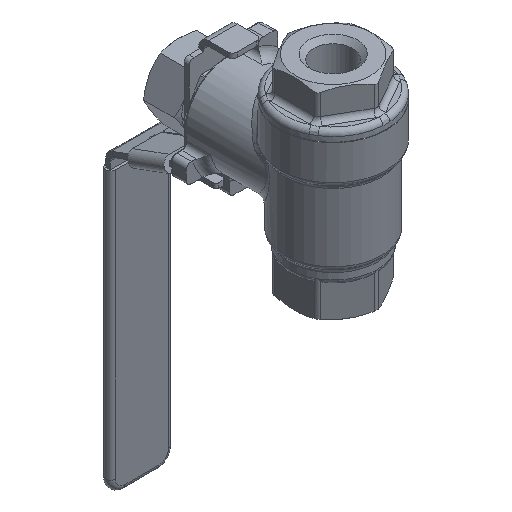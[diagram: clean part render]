
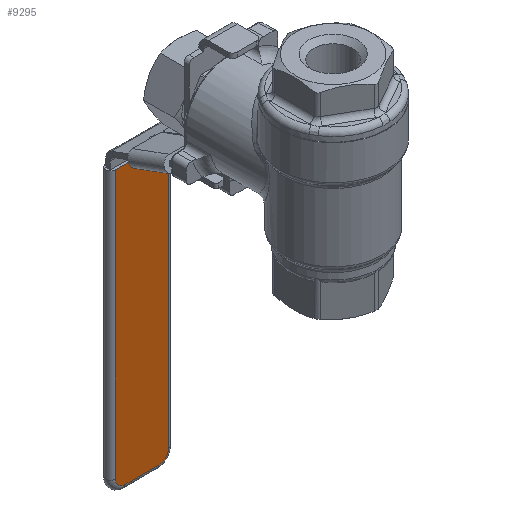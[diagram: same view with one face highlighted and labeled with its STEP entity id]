
A CAD part, isometric view. The second image highlights one B-rep face of the part: STEP entity #9295.
In plain terms, the highlighted planar face has unit normal (0, -1, 0).
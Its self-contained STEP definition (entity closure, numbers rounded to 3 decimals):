
#282=PLANE('',#10185);
#1027=FACE_OUTER_BOUND('',#1555,.T.);
#1555=EDGE_LOOP('',(#7164,#7165,#7166,#7167,#7168,#7169));
#2080=CIRCLE('',#10186,2.);
#2081=CIRCLE('',#10187,2.);
#2464=LINE('',#16359,#3168);
#2465=LINE('',#16363,#3169);
#2466=LINE('',#16367,#3170);
#2467=LINE('',#16368,#3171);
#3168=VECTOR('',#11781,10.);
#3169=VECTOR('',#11784,10.);
#3170=VECTOR('',#11787,10.);
#3171=VECTOR('',#11788,10.);
#4032=VERTEX_POINT('',#16357);
#4033=VERTEX_POINT('',#16358);
#4034=VERTEX_POINT('',#16360);
#4035=VERTEX_POINT('',#16362);
#4036=VERTEX_POINT('',#16364);
#4037=VERTEX_POINT('',#16366);
#5139=EDGE_CURVE('',#4032,#4033,#2464,.T.);
#5140=EDGE_CURVE('',#4034,#4032,#2080,.T.);
#5141=EDGE_CURVE('',#4035,#4034,#2465,.T.);
#5142=EDGE_CURVE('',#4036,#4035,#2081,.T.);
#5143=EDGE_CURVE('',#4037,#4036,#2466,.T.);
#5144=EDGE_CURVE('',#4037,#4033,#2467,.T.);
#7164=ORIENTED_EDGE('',*,*,#5139,.F.);
#7165=ORIENTED_EDGE('',*,*,#5140,.F.);
#7166=ORIENTED_EDGE('',*,*,#5141,.F.);
#7167=ORIENTED_EDGE('',*,*,#5142,.F.);
#7168=ORIENTED_EDGE('',*,*,#5143,.F.);
#7169=ORIENTED_EDGE('',*,*,#5144,.T.);
#9295=ADVANCED_FACE('',(#1027),#282,.T.);
#10185=AXIS2_PLACEMENT_3D('',#16356,#11779,#11780);
#10186=AXIS2_PLACEMENT_3D('',#16361,#11782,#11783);
#10187=AXIS2_PLACEMENT_3D('',#16365,#11785,#11786);
#11779=DIRECTION('center_axis',(0.,-1.,0.));
#11780=DIRECTION('ref_axis',(-1.,0.,0.));
#11781=DIRECTION('',(0.,0.,1.));
#11782=DIRECTION('center_axis',(0.,1.,0.));
#11783=DIRECTION('ref_axis',(-0.707,0.,-0.707));
#11784=DIRECTION('',(-1.,0.,0.));
#11785=DIRECTION('center_axis',(0.,1.,0.));
#11786=DIRECTION('ref_axis',(0.707,0.,-0.707));
#11787=DIRECTION('',(0.,0.,-1.));
#11788=DIRECTION('',(-1.,0.,0.));
#16356=CARTESIAN_POINT('Origin',(6.5,15.756,-17.717));
#16357=CARTESIAN_POINT('',(-5.5,15.756,-73.003));
#16358=CARTESIAN_POINT('',(-5.5,15.756,-17.717));
#16359=CARTESIAN_POINT('',(-5.5,15.756,-17.717));
#16360=CARTESIAN_POINT('',(-3.5,15.756,-75.003));
#16361=CARTESIAN_POINT('Origin',(-3.5,15.756,-73.003));
#16362=CARTESIAN_POINT('',(3.5,15.756,-75.003));
#16363=CARTESIAN_POINT('',(3.25,15.756,-75.003));
#16364=CARTESIAN_POINT('',(5.5,15.756,-73.003));
#16365=CARTESIAN_POINT('Origin',(3.5,15.756,-73.003));
#16366=CARTESIAN_POINT('',(5.5,15.756,-17.717));
#16367=CARTESIAN_POINT('',(5.5,15.756,-17.717));
#16368=CARTESIAN_POINT('',(6.5,15.756,-17.717));
